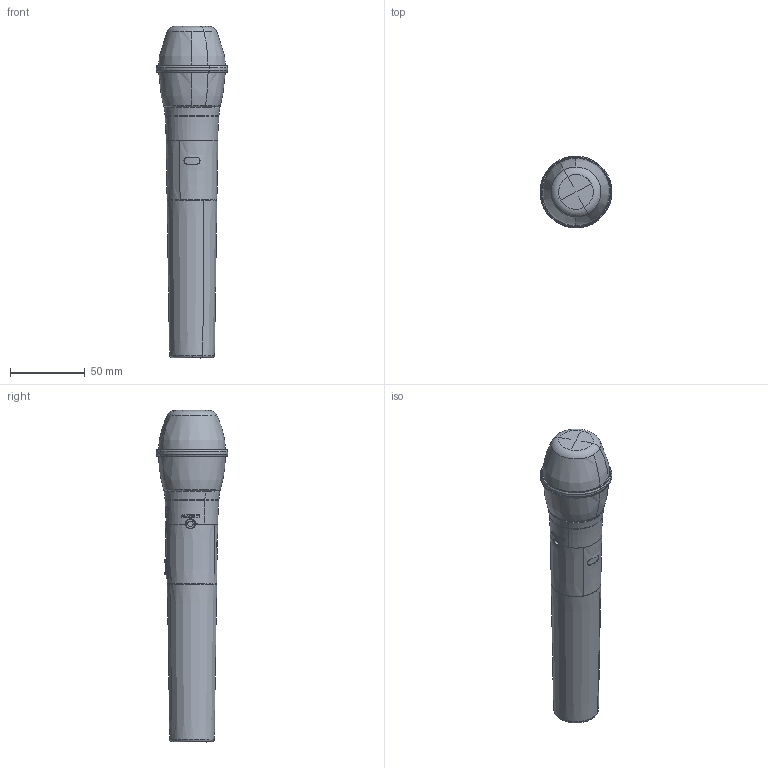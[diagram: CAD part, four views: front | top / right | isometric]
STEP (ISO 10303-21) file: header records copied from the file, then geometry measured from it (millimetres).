
FILE_DESCRIPTION(('CATIA V5 STEP Exchange','CAx-IF Rec.Pracs.--- Model Styling and Organization---1.4--- 2014-01-23'),'2;1');
FILE_NAME('WX-ST200.stp','2021-04-28T09:49:45+00:00',('none'),('none'),'CATIA Version 5-6 Release 2018 SP4','CATIA V5 STEP AP214','none');
FILE_SCHEMA(('AUTOMOTIVE_DESIGN { 1 0 10303 214 1 1 1 1 }'));
Products named in the file (32): DECT_PhaseⅡ_Top_assy; Grip; Mic_Head_C; front_net_C; rear_net_C; adapt_ring; net_ring3; YOUSETSU_ring; YOSETSU_net_ring3; Inner_case_assy; shass_assy; PLUS_TANSIBAN; PCB2; CHS-02TB; 1051330011; SML-522; LNJ237; CMS-2202B; SPRING_ST200; SKRAAME010; SSAH120100; low_shass; upper_case; MIC; MIC_CASE6; LED_Lens; Battery; Body_Case2; ring; M2ｘ4; SW_cover_kai2; SW_KNOB_kai3
Assembly tree (33 placements, depth 4):
  DECT_PhaseⅡ_Top_assy
    Grip
    Mic_Head_C
      front_net_C
      rear_net_C
      adapt_ring
      net_ring3
      YOUSETSU_ring
      YOSETSU_net_ring3
    Inner_case_assy
      shass_assy
        PLUS_TANSIBAN
        PCB2
        CHS-02TB
        1051330011
        SML-522
        LNJ237
        CMS-2202B
        SPRING_ST200
        SKRAAME010
        SSAH120100
      low_shass
      upper_case
      MIC
      MIC_CASE6
    LED_Lens  x2
    Battery
    Body_Case2
    ring
    M2ｘ4  x2
    SW_cover_kai2
    SW_KNOB_kai3
Bounding box: 47.99 x 47.99 x 221.85 mm (x, y, z)
Volume: 95317.9 mm3; surface area: 115830.5 mm2
Topology: 67 solids, 269 shells, 6171 faces, 17731 edges, 11732 vertices
Faces by surface type: plane 2687, cylinder 1589, extrusion 683, bspline 434, torus 263, sphere 242, cone 223, revolution 50
Entity records: 233018 total; most frequent: CARTESIAN_POINT 88213, ORIENTED_EDGE 33792, DIRECTION 19588, EDGE_CURVE 17462, VERTEX_POINT 11704, VECTOR 9474, LINE 8791, B_SPLINE_CURVE_WITH_KNOTS 6538
